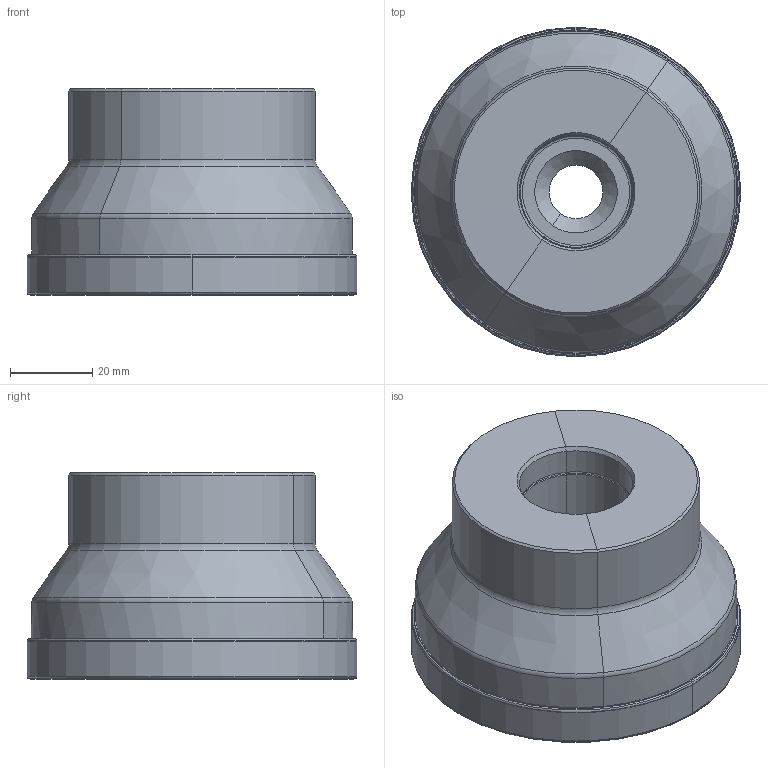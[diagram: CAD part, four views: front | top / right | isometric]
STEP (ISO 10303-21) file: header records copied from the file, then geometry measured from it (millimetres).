
FILE_DESCRIPTION((''),'2;1');
FILE_NAME('607041206-000-00-E43','2020-04-06T14:54:58',('bernerhp'),(''),'CREO PARAMETRIC BY PTC INC, 2019030','CREO PARAMETRIC BY PTC INC, 2019030','');
FILE_SCHEMA(('AP242_MANAGED_MODEL_BASED_3D_ENGINEERING_MIM_LF { 1 0 10303 442 1 1 4 }'));
Length unit declared in the file: millimetre
Products named in the file (1): 607041206-000-00-E43
Bounding box: 80.01 x 80.01 x 50 mm (x, y, z)
Volume: 167282.9 mm3; surface area: 22388.7 mm2
Topology: 1 solids, 1 shells, 82 faces, 295 edges, 223 vertices
Faces by surface type: cone 28, revolution 24, cylinder 14, torus 12, plane 4
Entity records: 4849 total; most frequent: CARTESIAN_POINT 1001, DIRECTION 501, PRESENTATION_STYLE_ASSIGNMENT 355, ORIENTED_EDGE 332, STYLED_ITEM 323, CURVE_STYLE 322, AXIS2_PLACEMENT_3D 180, EDGE_CURVE 166
